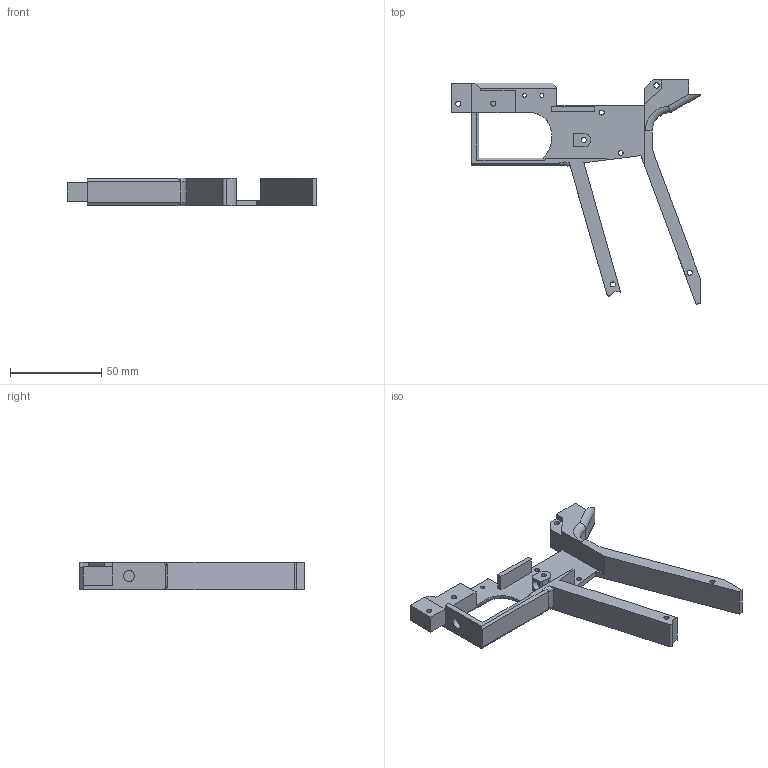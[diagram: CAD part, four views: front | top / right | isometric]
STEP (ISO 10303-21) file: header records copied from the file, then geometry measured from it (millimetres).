
FILE_DESCRIPTION(/* description */ (''),/* implementation_level */ '2;1');
FILE_NAME(/* name */ 'shirdalgripcore v24.step',/* time_stamp */ '2022-11-20T14:57:11-05:00',/* author */ (''),/* organization */ (''),/* preprocessor_version */ 'ST-DEVELOPER v19.2',/* originating_system */ 'Autodesk Translation Framework v11.17.0.187',/* authorisation */ '');
FILE_SCHEMA (('AUTOMOTIVE_DESIGN { 1 0 10303 214 3 1 1 }'));
Length unit declared in the file: millimetre
Products named in the file (1): shirdalgripcore
Bounding box: 136.54 x 122.85 x 15 mm (x, y, z)
Volume: 41091.9 mm3; surface area: 21133.9 mm2
Topology: 1 solids, 2 shells, 111 faces, 294 edges, 190 vertices
Faces by surface type: plane 75, cylinder 26, bspline 5, torus 4, cone 1
Full cylindrical faces by diameter (mm): 2.2 x2, 2.7 x2, 2.8 x6, 2.927 x1, 6 x2
Entity records: 3750 total; most frequent: CARTESIAN_POINT 918, ORIENTED_EDGE 588, DIRECTION 544, EDGE_CURVE 294, LINE 208, VECTOR 208, VERTEX_POINT 190, AXIS2_PLACEMENT_3D 168
